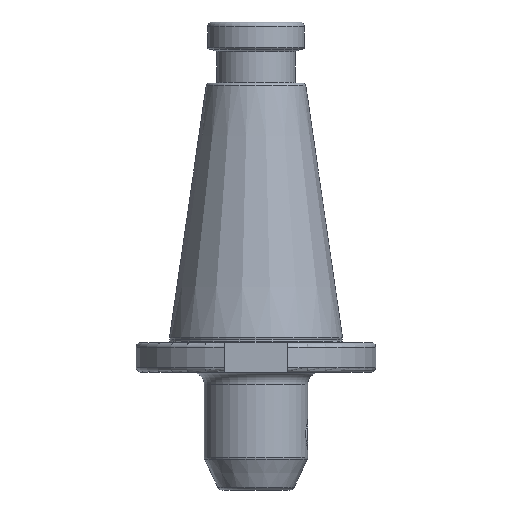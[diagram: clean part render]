
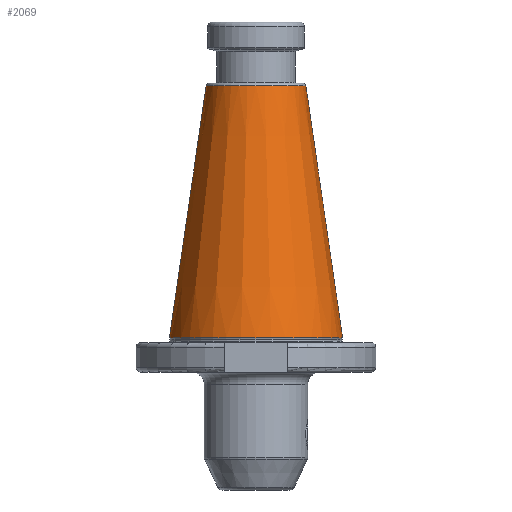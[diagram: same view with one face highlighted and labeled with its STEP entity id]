
A CAD part, left-side view. The second image highlights one B-rep face of the part: STEP entity #2069.
In plain terms, the highlighted conical face has half-angle 8.297 degrees and reference radius 27.65 mm.
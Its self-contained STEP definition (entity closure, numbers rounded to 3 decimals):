
#338=CARTESIAN_POINT('',(0,0,116.173));
#339=DIRECTION('',(0,0,1));
#340=DIRECTION('',(0,1,0));
#341=AXIS2_PLACEMENT_3D('',#338,#339,#340);
#343=DIRECTION('',(0,-0.144,0.99));
#344=VECTOR('',#343,103.254);
#345=CARTESIAN_POINT('',(0,35.1,14));
#346=LINE('',#345,#344);
#347=DIRECTION('',(0,0.144,0.99));
#348=VECTOR('',#347,103.254);
#349=CARTESIAN_POINT('',(0,-35.1,14));
#350=LINE('',#349,#348);
#351=CARTESIAN_POINT('',(0,0,14));
#352=DIRECTION('',(0,0,1));
#353=DIRECTION('',(0,1,0));
#354=AXIS2_PLACEMENT_3D('',#351,#352,#353);
#1317=CARTESIAN_POINT('',(0,35.1,14));
#1318=VERTEX_POINT('',#1317);
#1319=CARTESIAN_POINT('',(0,20.2,116.173));
#1320=VERTEX_POINT('',#1319);
#1357=CARTESIAN_POINT('',(0,-35.1,14));
#1358=VERTEX_POINT('',#1357);
#1359=CARTESIAN_POINT('',(0,-20.2,116.173));
#1360=VERTEX_POINT('',#1359);
#2055=CARTESIAN_POINT('',(0,0,65.087));
#2056=DIRECTION('',(0,0,-1));
#2057=DIRECTION('',(0,-1,0));
#2058=AXIS2_PLACEMENT_3D('',#2055,#2056,#2057);
#2059=CONICAL_SURFACE('',#2058,27.65,8.297);
#2061=ORIENTED_EDGE('',*,*,#2060,.T.);
#2062=ORIENTED_EDGE('',*,*,#2050,.T.);
#2064=ORIENTED_EDGE('',*,*,#2063,.F.);
#2066=ORIENTED_EDGE('',*,*,#2065,.F.);
#2067=EDGE_LOOP('',(#2061,#2062,#2064,#2066));
#2068=FACE_OUTER_BOUND('',#2067,.F.);
#2069=ADVANCED_FACE('',(#2068),#2059,.T.);
#342=CIRCLE('',#341,20.2);
#355=CIRCLE('',#354,35.1);
#2050=EDGE_CURVE('',#1320,#1360,#342,.T.);
#2060=EDGE_CURVE('',#1318,#1320,#346,.T.);
#2063=EDGE_CURVE('',#1358,#1360,#350,.T.);
#2065=EDGE_CURVE('',#1318,#1358,#355,.T.);
